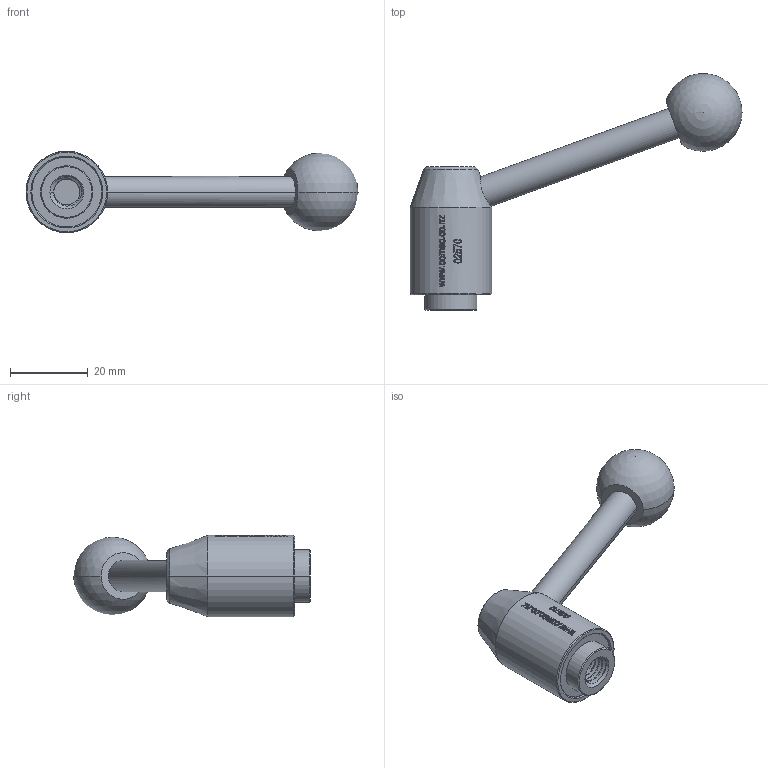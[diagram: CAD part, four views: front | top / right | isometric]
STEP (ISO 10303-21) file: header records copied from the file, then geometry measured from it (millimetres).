
FILE_DESCRIPTION (( 'STEP AP214' ), '1' );
FILE_NAME ('02570-Safety Tension Lever Zinc Plated Int Thread M8.STEP', '2018-08-03T00:12:14', ( '' ), ( '' ), 'SwSTEP 2.0', 'SolidWorks 2018', '' );
FILE_SCHEMA (( 'AUTOMOTIVE_DESIGN' ));
Length unit declared in the file: millimetre
Products named in the file (1): 02570-Safety Tension Lever Zinc Plated Int Thread M8
Bounding box: 85.5 x 61 x 21 mm (x, y, z)
Volume: 16820.5 mm3; surface area: 5806.6 mm2
Topology: 1 solids, 1 shells, 310 faces, 830 edges, 549 vertices
Faces by surface type: bspline 161, plane 78, cylinder 57, cone 12, sphere 2
Entity records: 28459 total; most frequent: CARTESIAN_POINT 22226, ORIENTED_EDGE 1648, EDGE_CURVE 824, DIRECTION 649, VERTEX_POINT 545, B_SPLINE_CURVE_WITH_KNOTS 534, EDGE_LOOP 339, ADVANCED_FACE 310
